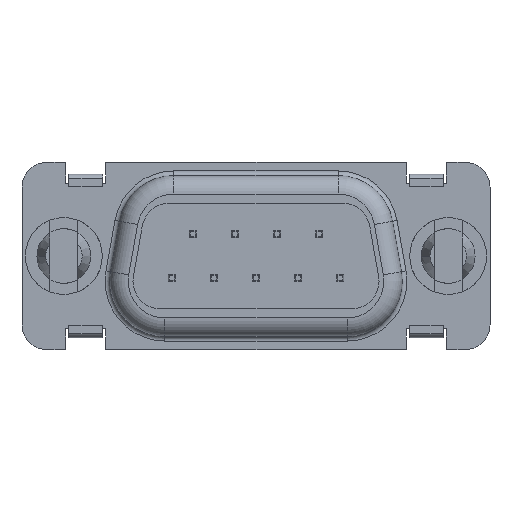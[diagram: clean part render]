
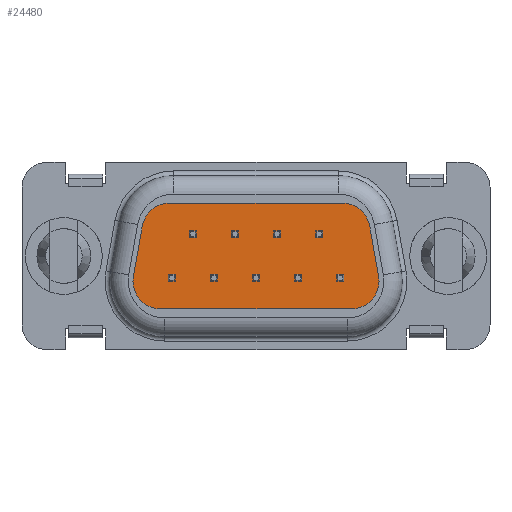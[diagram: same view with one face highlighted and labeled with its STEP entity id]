
A CAD part, front view. The second image highlights one B-rep face of the part: STEP entity #24480.
In plain terms, the highlighted planar face has unit normal (0, -1, 0).
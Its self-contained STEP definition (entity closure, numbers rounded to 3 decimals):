
#261 = CIRCLE ( 'NONE', #4591, 1.8 ) ;
#465 = DIRECTION ( 'NONE',  ( 0., 1., 0. ) ) ;
#640 = CARTESIAN_POINT ( 'NONE',  ( 6.2, 0.85, -3.44 ) ) ;
#809 = CARTESIAN_POINT ( 'NONE',  ( 6.2, 0.85, -3.44 ) ) ;
#818 = CARTESIAN_POINT ( 'NONE',  ( 6.2, 0.85, -1.64 ) ) ;
#848 = AXIS2_PLACEMENT_3D ( 'NONE', #9309, #24661, #15007 ) ;
#935 = ORIENTED_EDGE ( 'NONE', *, *, #3178, .F. ) ;
#991 = ORIENTED_EDGE ( 'NONE', *, *, #3781, .F. ) ;
#1125 = VERTEX_POINT ( 'NONE', #18390 ) ;
#1750 = EDGE_CURVE ( 'NONE', #1125, #6170, #14742, .T. ) ;
#1826 = AXIS2_PLACEMENT_3D ( 'NONE', #2383, #13439, #1946 ) ;
#1946 = DIRECTION ( 'NONE',  ( 0., 0., 1. ) ) ;
#2182 = VECTOR ( 'NONE', #7000, 1000. ) ;
#2383 = CARTESIAN_POINT ( 'NONE',  ( -6.2, 0.85, -1.64 ) ) ;
#2844 = DIRECTION ( 'NONE',  ( 0.174, 0., -0.985 ) ) ;
#3013 = CARTESIAN_POINT ( 'NONE',  ( 6.2, 0.85, -1.64 ) ) ;
#3178 = EDGE_CURVE ( 'NONE', #6151, #16899, #8370, .T. ) ;
#3242 = ORIENTED_EDGE ( 'NONE', *, *, #14443, .F. ) ;
#3477 = EDGE_CURVE ( 'NONE', #6170, #18642, #20648, .T. ) ;
#3781 = EDGE_CURVE ( 'NONE', #9741, #22874, #4461, .T. ) ;
#4442 = EDGE_CURVE ( 'NONE', #16899, #11649, #261, .T. ) ;
#4461 = CIRCLE ( 'NONE', #1826, 1.8 ) ;
#4512 = DIRECTION ( 'NONE',  ( 0., 1., 0. ) ) ;
#4591 = AXIS2_PLACEMENT_3D ( 'NONE', #818, #4512, #18115 ) ;
#4943 = DIRECTION ( 'NONE',  ( 0., 1., 0. ) ) ;
#6151 = VERTEX_POINT ( 'NONE', #7799 ) ;
#6170 = VERTEX_POINT ( 'NONE', #13813 ) ;
#7000 = DIRECTION ( 'NONE',  ( 0.174, 0., 0.985 ) ) ;
#7043 = CIRCLE ( 'NONE', #18461, 1.8 ) ;
#7648 = ORIENTED_EDGE ( 'NONE', *, *, #17145, .F. ) ;
#7799 = CARTESIAN_POINT ( 'NONE',  ( 7.394, 0.85, 1.953 ) ) ;
#8370 = LINE ( 'NONE', #20019, #18549 ) ;
#8738 = ORIENTED_EDGE ( 'NONE', *, *, #3477, .F. ) ;
#8861 = DIRECTION ( 'NONE',  ( 0., 0., 1. ) ) ;
#9309 = CARTESIAN_POINT ( 'NONE',  ( -5.622, 0.85, 1.64 ) ) ;
#9353 = CARTESIAN_POINT ( 'NONE',  ( -7.973, 0.85, -1.327 ) ) ;
#9741 = VERTEX_POINT ( 'NONE', #22215 ) ;
#11649 = VERTEX_POINT ( 'NONE', #809 ) ;
#12745 = EDGE_LOOP ( 'NONE', ( #23853, #935, #7648, #8738, #16100, #14006, #991, #3242 ) ) ;
#13378 = VECTOR ( 'NONE', #14005, 1000. ) ;
#13439 = DIRECTION ( 'NONE',  ( 0., 1., 0. ) ) ;
#13480 = CARTESIAN_POINT ( 'NONE',  ( -5.622, 0.85, 3.44 ) ) ;
#13687 = CARTESIAN_POINT ( 'NONE',  ( 5.622, 0.85, 1.64 ) ) ;
#13813 = CARTESIAN_POINT ( 'NONE',  ( -5.622, 0.85, 3.44 ) ) ;
#14005 = DIRECTION ( 'NONE',  ( -1., 0., 0. ) ) ;
#14006 = ORIENTED_EDGE ( 'NONE', *, *, #17460, .F. ) ;
#14443 = EDGE_CURVE ( 'NONE', #11649, #9741, #18452, .T. ) ;
#14742 = CIRCLE ( 'NONE', #848, 1.8 ) ;
#15007 = DIRECTION ( 'NONE',  ( 0., 0., 1. ) ) ;
#16100 = ORIENTED_EDGE ( 'NONE', *, *, #1750, .F. ) ;
#16317 = PLANE ( 'NONE',  #22308 ) ;
#16435 = CARTESIAN_POINT ( 'NONE',  ( -7.973, 0.85, -1.327 ) ) ;
#16472 = CARTESIAN_POINT ( 'NONE',  ( 5.622, 0.85, 3.44 ) ) ;
#16899 = VERTEX_POINT ( 'NONE', #18543 ) ;
#17144 = DIRECTION ( 'NONE',  ( 1., 0., 0. ) ) ;
#17145 = EDGE_CURVE ( 'NONE', #18642, #6151, #7043, .T. ) ;
#17460 = EDGE_CURVE ( 'NONE', #22874, #1125, #23777, .T. ) ;
#18115 = DIRECTION ( 'NONE',  ( 0., 0., 1. ) ) ;
#18390 = CARTESIAN_POINT ( 'NONE',  ( -7.394, 0.85, 1.953 ) ) ;
#18452 = LINE ( 'NONE', #640, #13378 ) ;
#18461 = AXIS2_PLACEMENT_3D ( 'NONE', #13687, #465, #23563 ) ;
#18487 = FACE_OUTER_BOUND ( 'NONE', #12745, .T. ) ;
#18543 = CARTESIAN_POINT ( 'NONE',  ( 7.973, 0.85, -1.327 ) ) ;
#18549 = VECTOR ( 'NONE', #2844, 1000. ) ;
#18642 = VERTEX_POINT ( 'NONE', #16472 ) ;
#19152 = VECTOR ( 'NONE', #17144, 1000. ) ;
#20019 = CARTESIAN_POINT ( 'NONE',  ( 7.394, 0.85, 1.953 ) ) ;
#20648 = LINE ( 'NONE', #13480, #19152 ) ;
#22215 = CARTESIAN_POINT ( 'NONE',  ( -6.2, 0.85, -3.44 ) ) ;
#22308 = AXIS2_PLACEMENT_3D ( 'NONE', #3013, #4943, #8861 ) ;
#22874 = VERTEX_POINT ( 'NONE', #9353 ) ;
#23563 = DIRECTION ( 'NONE',  ( 0., 0., 1. ) ) ;
#23777 = LINE ( 'NONE', #16435, #2182 ) ;
#23853 = ORIENTED_EDGE ( 'NONE', *, *, #4442, .F. ) ;
#24480 = ADVANCED_FACE ( 'NONE', ( #18487 ), #16317, .F. ) ;
#24661 = DIRECTION ( 'NONE',  ( 0., 1., 0. ) ) ;
